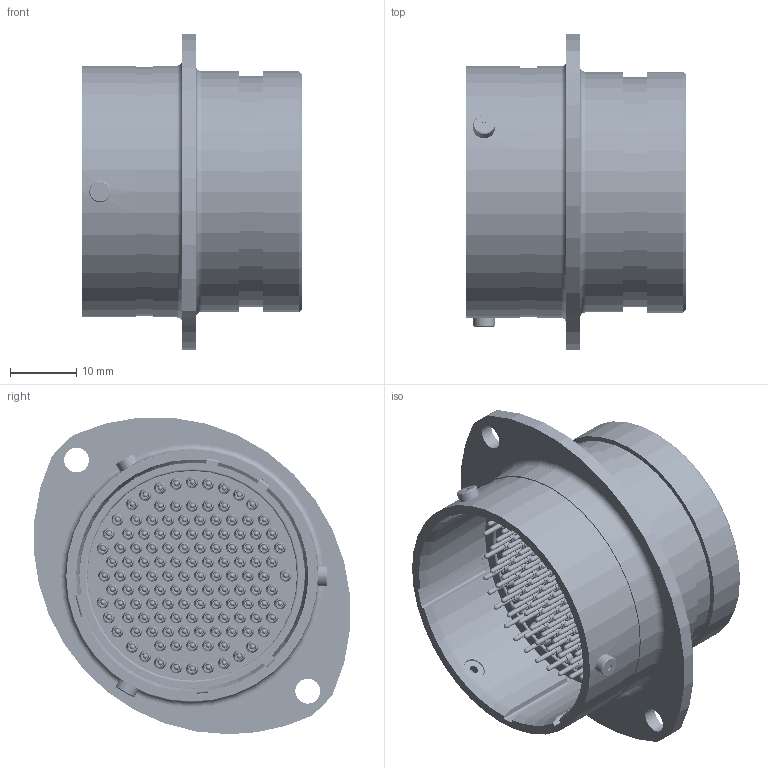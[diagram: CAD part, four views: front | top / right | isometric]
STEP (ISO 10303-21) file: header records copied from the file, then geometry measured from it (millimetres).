
FILE_DESCRIPTION (( 'STEP AP214' ), '1' );
FILE_NAME ('AS024-35PA.STEP', '2022-02-09T13:22:36', ( '' ), ( '' ), 'SwSTEP 2.0', 'SolidWorks 2020', '' );
FILE_SCHEMA (( 'AUTOMOTIVE_DESIGN' ));
Length unit declared in the file: millimetre
Products named in the file (1): AS024-35PA
Bounding box: 33.31 x 47.72 x 47.79 mm (x, y, z)
Volume: 21397.1 mm3; surface area: 24657.1 mm2
Topology: 139 solids, 139 shells, 4846 faces, 10020 edges, 5720 vertices
Faces by surface type: torus 2070, cylinder 1142, cone 1044, plane 574, sphere 16
Entity records: 184933 total; most frequent: DIRECTION 27389, CARTESIAN_POINT 20905, ORIENTED_EDGE 20008, AXIS2_PLACEMENT_3D 12580, EDGE_CURVE 10004, CIRCLE 7735, VERTEX_POINT 5714, EDGE_LOOP 5648
